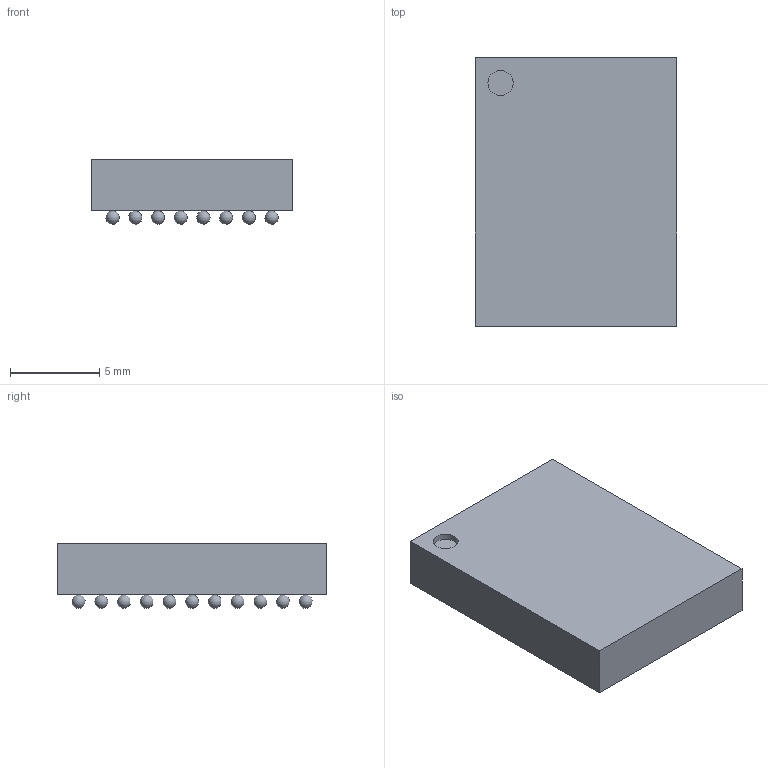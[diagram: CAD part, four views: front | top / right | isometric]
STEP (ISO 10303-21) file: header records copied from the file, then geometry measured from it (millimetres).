
FILE_DESCRIPTION(('FreeCAD Model'),'2;1');
FILE_NAME('662387.1.1.stp','2022-03-15T10:18:59',( 'Author'),(''),'Open CASCADE STEP processor 6.9','FreeCAD','Unknown' );
FILE_SCHEMA(('AUTOMOTIVE_DESIGN { 1 0 10303 214 1 1 1 1 }'));
Length unit declared in the file: millimetre
Products named in the file (3): ASSEMBLY; Array; Body
Assembly tree (2 placements, depth 2):
  ASSEMBLY
    Array
    Body
Bounding box: 11.25 x 15 x 3.62 mm (x, y, z)
Volume: 503.2 mm3; surface area: 645.3 mm2
Topology: 89 solids, 89 shells, 96 faces, 279 edges, 186 vertices
Faces by surface type: sphere 88, plane 7, cylinder 1
Full cylindrical faces by diameter (mm): 1.406 x1
Entity records: 2303 total; most frequent: DIRECTION 245, CARTESIAN_POINT 242, AXIS2_PLACEMENT_3D 101, VERTEX_POINT 98, FACE_BOUND 97, ADVANCED_FACE 96, MANIFOLD_SOLID_BREP 89, CLOSED_SHELL 89
